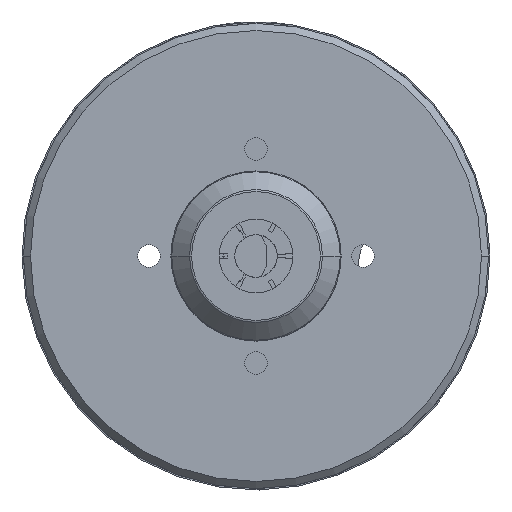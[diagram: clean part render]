
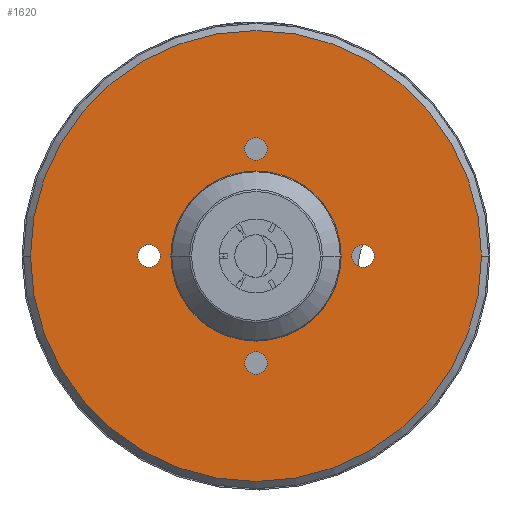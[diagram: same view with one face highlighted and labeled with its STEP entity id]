
A CAD part, left-side view. The second image highlights one B-rep face of the part: STEP entity #1620.
In plain terms, the highlighted planar face has unit normal (-1, 0, 0).
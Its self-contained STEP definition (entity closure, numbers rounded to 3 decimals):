
#75 = VERTEX_POINT ( 'NONE', #3577 ) ;
#162 = EDGE_CURVE ( 'NONE', #163, #164, #3544, .T. ) ;
#163 = VERTEX_POINT ( 'NONE', #3501 ) ;
#164 = VERTEX_POINT ( 'NONE', #3509 ) ;
#240 = VERTEX_POINT ( 'NONE', #3731 ) ;
#242 = VERTEX_POINT ( 'NONE', #3664 ) ;
#279 = VERTEX_POINT ( 'NONE', #3670 ) ;
#351 = EDGE_CURVE ( 'NONE', #75, #422, #3925, .T. ) ;
#379 = EDGE_CURVE ( 'NONE', #240, #242, #3868, .T. ) ;
#385 = VERTEX_POINT ( 'NONE', #3879 ) ;
#411 = VERTEX_POINT ( 'NONE', #3965 ) ;
#412 = EDGE_CURVE ( 'NONE', #385, #411, #3975, .T. ) ;
#418 = VERTEX_POINT ( 'NONE', #3959 ) ;
#422 = VERTEX_POINT ( 'NONE', #3952 ) ;
#424 = EDGE_CURVE ( 'NONE', #279, #418, #4057, .T. ) ;
#1609 = EDGE_CURVE ( 'NONE', #242, #240, #6115, .T. ) ;
#1616 = EDGE_CURVE ( 'NONE', #411, #385, #6146, .T. ) ;
#1617 = VERTEX_POINT ( 'NONE', #6126 ) ;
#1618 = ORIENTED_EDGE ( 'NONE', *, *, #412, .F. ) ;
#1619 = EDGE_LOOP ( 'NONE', ( #1674, #1681 ) ) ;
#1620 = ADVANCED_FACE ( 'NONE', ( #6116, #6117, #6098, #6130, #6144, #6129 ), #6119, .T. ) ;
#1666 = EDGE_LOOP ( 'NONE', ( #1669, #1667 ) ) ;
#1667 = ORIENTED_EDGE ( 'NONE', *, *, #424, .F. ) ;
#1668 = ORIENTED_EDGE ( 'NONE', *, *, #162, .T. ) ;
#1669 = ORIENTED_EDGE ( 'NONE', *, *, #1710, .F. ) ;
#1670 = ORIENTED_EDGE ( 'NONE', *, *, #351, .F. ) ;
#1671 = ORIENTED_EDGE ( 'NONE', *, *, #1616, .F. ) ;
#1672 = VERTEX_POINT ( 'NONE', #6203 ) ;
#1673 = EDGE_LOOP ( 'NONE', ( #1671, #1618 ) ) ;
#1674 = ORIENTED_EDGE ( 'NONE', *, *, #1609, .F. ) ;
#1679 = ORIENTED_EDGE ( 'NONE', *, *, #1682, .T. ) ;
#1680 = EDGE_LOOP ( 'NONE', ( #1679, #1692 ) ) ;
#1681 = ORIENTED_EDGE ( 'NONE', *, *, #379, .F. ) ;
#1682 = EDGE_CURVE ( 'NONE', #1672, #1617, #6240, .T. ) ;
#1683 = EDGE_CURVE ( 'NONE', #1617, #1672, #6235, .T. ) ;
#1692 = ORIENTED_EDGE ( 'NONE', *, *, #1683, .T. ) ;
#1710 = EDGE_CURVE ( 'NONE', #418, #279, #6156, .T. ) ;
#1732 = ORIENTED_EDGE ( 'NONE', *, *, #1736, .T. ) ;
#1734 = EDGE_LOOP ( 'NONE', ( #1738, #1670 ) ) ;
#1735 = EDGE_LOOP ( 'NONE', ( #1732, #1668 ) ) ;
#1736 = EDGE_CURVE ( 'NONE', #164, #163, #6307, .T. ) ;
#1738 = ORIENTED_EDGE ( 'NONE', *, *, #1740, .F. ) ;
#1740 = EDGE_CURVE ( 'NONE', #422, #75, #6414, .T. ) ;
#3497 = DIRECTION ( 'NONE',  ( 0., -1., 0. ) ) ;
#3498 = DIRECTION ( 'NONE',  ( -1., 0., 0. ) ) ;
#3499 = AXIS2_PLACEMENT_3D ( 'NONE', #3508, #3498, #3497 ) ;
#3501 = CARTESIAN_POINT ( 'NONE',  ( -52.444, -28.771, -17.16 ) ) ;
#3508 = CARTESIAN_POINT ( 'NONE',  ( -52.444, -12.871, -17.16 ) ) ;
#3509 = CARTESIAN_POINT ( 'NONE',  ( -52.444, 3.029, -17.16 ) ) ;
#3544 = CIRCLE ( 'NONE', #3499, 15.9 ) ;
#3577 = CARTESIAN_POINT ( 'NONE',  ( -52.444, -12.871, -10.41 ) ) ;
#3664 = CARTESIAN_POINT ( 'NONE',  ( -52.444, -5.321, -16.36 ) ) ;
#3670 = CARTESIAN_POINT ( 'NONE',  ( -52.444, -20.421, -17.96 ) ) ;
#3731 = CARTESIAN_POINT ( 'NONE',  ( -52.444, -5.321, -17.96 ) ) ;
#3859 = DIRECTION ( 'NONE',  ( 0., 0., 1. ) ) ;
#3860 = DIRECTION ( 'NONE',  ( -1., 0., 0. ) ) ;
#3868 = CIRCLE ( 'NONE', #3872, 0.8 ) ;
#3872 = AXIS2_PLACEMENT_3D ( 'NONE', #3873, #3860, #3859 ) ;
#3873 = CARTESIAN_POINT ( 'NONE',  ( -52.444, -5.321, -17.16 ) ) ;
#3879 = CARTESIAN_POINT ( 'NONE',  ( -52.444, -12.871, -25.51 ) ) ;
#3918 = DIRECTION ( 'NONE',  ( 0., 0., 1. ) ) ;
#3919 = DIRECTION ( 'NONE',  ( -1., 0., 0. ) ) ;
#3920 = CARTESIAN_POINT ( 'NONE',  ( -52.444, -12.871, -9.61 ) ) ;
#3921 = AXIS2_PLACEMENT_3D ( 'NONE', #3920, #3919, #3918 ) ;
#3925 = CIRCLE ( 'NONE', #3921, 0.8 ) ;
#3951 = CARTESIAN_POINT ( 'NONE',  ( -52.444, -20.421, -17.16 ) ) ;
#3952 = CARTESIAN_POINT ( 'NONE',  ( -52.444, -12.871, -8.81 ) ) ;
#3954 = DIRECTION ( 'NONE',  ( 0., 0., 1. ) ) ;
#3955 = DIRECTION ( 'NONE',  ( -1., 0., 0. ) ) ;
#3959 = CARTESIAN_POINT ( 'NONE',  ( -52.444, -20.421, -16.36 ) ) ;
#3964 = CARTESIAN_POINT ( 'NONE',  ( -52.444, -12.871, -24.71 ) ) ;
#3965 = CARTESIAN_POINT ( 'NONE',  ( -52.444, -12.871, -23.91 ) ) ;
#3966 = AXIS2_PLACEMENT_3D ( 'NONE', #3964, #3955, #3954 ) ;
#3975 = CIRCLE ( 'NONE', #3966, 0.8 ) ;
#4048 = DIRECTION ( 'NONE',  ( 0., 0., 1. ) ) ;
#4049 = DIRECTION ( 'NONE',  ( -1., 0., 0. ) ) ;
#4050 = AXIS2_PLACEMENT_3D ( 'NONE', #3951, #4049, #4048 ) ;
#4057 = CIRCLE ( 'NONE', #4050, 0.8 ) ;
#6074 = AXIS2_PLACEMENT_3D ( 'NONE', #6135, #6076, #6075 ) ;
#6075 = DIRECTION ( 'NONE',  ( 0., 0., 1. ) ) ;
#6076 = DIRECTION ( 'NONE',  ( -1., 0., 0. ) ) ;
#6098 = FACE_BOUND ( 'NONE', #1666, .T. ) ;
#6099 = DIRECTION ( 'NONE',  ( 0., 0., 1. ) ) ;
#6114 = DIRECTION ( 'NONE',  ( -1., 0., 0. ) ) ;
#6115 = CIRCLE ( 'NONE', #6122, 0.8 ) ;
#6116 = FACE_OUTER_BOUND ( 'NONE', #1735, .T. ) ;
#6117 = FACE_BOUND ( 'NONE', #1734, .T. ) ;
#6119 = PLANE ( 'NONE',  #6142 ) ;
#6122 = AXIS2_PLACEMENT_3D ( 'NONE', #6194, #6127, #6099 ) ;
#6124 = DIRECTION ( 'NONE',  ( 0., -1., 0. ) ) ;
#6126 = CARTESIAN_POINT ( 'NONE',  ( -52.444, -18.371, -17.16 ) ) ;
#6127 = DIRECTION ( 'NONE',  ( -1., 0., 0. ) ) ;
#6128 = CARTESIAN_POINT ( 'NONE',  ( -52.444, 3.529, -17.16 ) ) ;
#6129 = FACE_BOUND ( 'NONE', #1680, .T. ) ;
#6130 = FACE_BOUND ( 'NONE', #1673, .T. ) ;
#6135 = CARTESIAN_POINT ( 'NONE',  ( -52.444, -20.421, -17.16 ) ) ;
#6142 = AXIS2_PLACEMENT_3D ( 'NONE', #6128, #6114, #6124 ) ;
#6144 = FACE_BOUND ( 'NONE', #1619, .T. ) ;
#6146 = CIRCLE ( 'NONE', #6151, 0.8 ) ;
#6151 = AXIS2_PLACEMENT_3D ( 'NONE', #6163, #6162, #6161 ) ;
#6156 = CIRCLE ( 'NONE', #6074, 0.8 ) ;
#6161 = DIRECTION ( 'NONE',  ( 0., 0., 1. ) ) ;
#6162 = DIRECTION ( 'NONE',  ( -1., 0., 0. ) ) ;
#6163 = CARTESIAN_POINT ( 'NONE',  ( -52.444, -12.871, -24.71 ) ) ;
#6194 = CARTESIAN_POINT ( 'NONE',  ( -52.444, -5.321, -17.16 ) ) ;
#6199 = AXIS2_PLACEMENT_3D ( 'NONE', #6266, #6265, #6264 ) ;
#6203 = CARTESIAN_POINT ( 'NONE',  ( -52.444, -7.371, -17.16 ) ) ;
#6205 = DIRECTION ( 'NONE',  ( 0., 1., 0. ) ) ;
#6206 = CARTESIAN_POINT ( 'NONE',  ( -52.444, -12.871, -17.16 ) ) ;
#6235 = CIRCLE ( 'NONE', #6199, 5.5 ) ;
#6240 = CIRCLE ( 'NONE', #6250, 5.5 ) ;
#6250 = AXIS2_PLACEMENT_3D ( 'NONE', #6206, #6269, #6205 ) ;
#6264 = DIRECTION ( 'NONE',  ( 0., 1., 0. ) ) ;
#6265 = DIRECTION ( 'NONE',  ( 1., 0., 0. ) ) ;
#6266 = CARTESIAN_POINT ( 'NONE',  ( -52.444, -12.871, -17.16 ) ) ;
#6269 = DIRECTION ( 'NONE',  ( 1., 0., 0. ) ) ;
#6304 = DIRECTION ( 'NONE',  ( -1., 0., 0. ) ) ;
#6305 = CARTESIAN_POINT ( 'NONE',  ( -52.444, -12.871, -17.16 ) ) ;
#6306 = AXIS2_PLACEMENT_3D ( 'NONE', #6305, #6304, #6420 ) ;
#6307 = CIRCLE ( 'NONE', #6306, 15.9 ) ;
#6411 = DIRECTION ( 'NONE',  ( 0., 0., 1. ) ) ;
#6412 = DIRECTION ( 'NONE',  ( -1., 0., 0. ) ) ;
#6413 = AXIS2_PLACEMENT_3D ( 'NONE', #6417, #6412, #6411 ) ;
#6414 = CIRCLE ( 'NONE', #6413, 0.8 ) ;
#6417 = CARTESIAN_POINT ( 'NONE',  ( -52.444, -12.871, -9.61 ) ) ;
#6420 = DIRECTION ( 'NONE',  ( 0., -1., 0. ) ) ;
